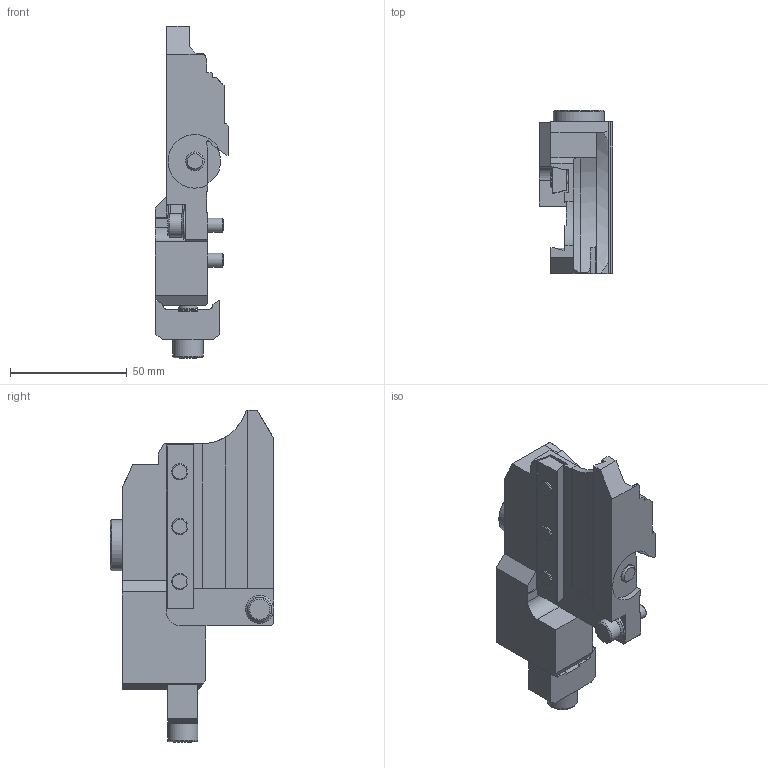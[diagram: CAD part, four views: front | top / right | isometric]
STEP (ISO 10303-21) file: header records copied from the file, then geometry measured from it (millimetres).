
FILE_DESCRIPTION(/* description */ (''),/* implementation_level */ '2;1');
FILE_NAME(/* name */ 'W5190198_stp.stp',/* time_stamp */ '2013-10-02T09:46:06+02:00',/* author */ (''),/* organization */ (''),/* preprocessor_version */ 'ST-DEVELOPER v11',/* originating_system */ 'SIEMENS PLM Software NX 7.5',/* authorisation */ '');
FILE_SCHEMA (('AUTOMOTIVE_DESIGN { 1 0 10303 214 1 1 1 1 }'));
Length unit declared in the file: millimetre
Products named in the file (1): polz1E0E0zrq
Bounding box: 31.5 x 70 x 142.29 mm (x, y, z)
Volume: 112509.6 mm3; surface area: 27922.4 mm2
Topology: 1 solids, 1 shells, 155 faces, 401 edges, 263 vertices
Faces by surface type: plane 107, cylinder 33, cone 12, torus 3
Full cylindrical faces by diameter (mm): 4 x3, 6 x3, 6.6 x1, 7 x3, 8 x4, 10 x1, 12 x1, 13 x1, 22 x1
Entity records: 4542 total; most frequent: CARTESIAN_POINT 779, DIRECTION 762, ORIENTED_EDGE 720, EDGE_CURVE 360, LINE 264, VECTOR 264, VERTEX_POINT 254, AXIS2_PLACEMENT_3D 249
